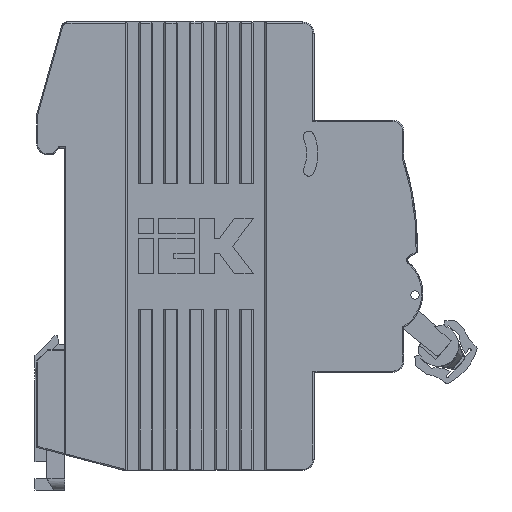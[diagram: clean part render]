
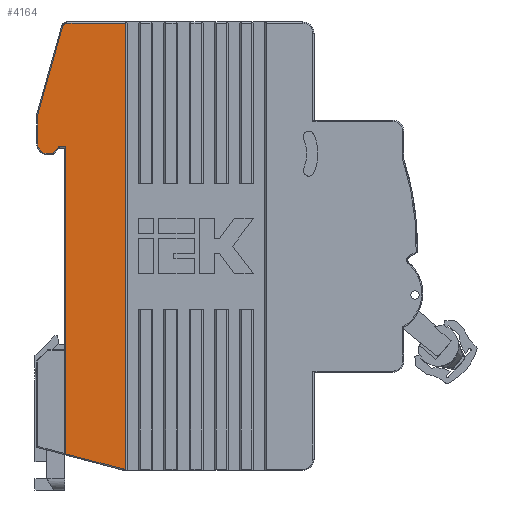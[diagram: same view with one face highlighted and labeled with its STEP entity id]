
A CAD part, front view. The second image highlights one B-rep face of the part: STEP entity #4164.
In plain terms, the highlighted face is planar.
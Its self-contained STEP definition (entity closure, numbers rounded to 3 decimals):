
#2418 = ORIENTED_EDGE ( 'NONE', *, *, #14724, .T. ) ;
#3105 = VERTEX_POINT ( 'NONE', #81118 ) ;
#3507 = VECTOR ( 'NONE', #75547, 1000. ) ;
#4164 = ADVANCED_FACE ( 'NONE', ( #60040 ), #79466, .F. ) ;
#6833 = EDGE_CURVE ( 'NONE', #61529, #74043, #68192, .T. ) ;
#8792 = ORIENTED_EDGE ( 'NONE', *, *, #44811, .T. ) ;
#9106 = VECTOR ( 'NONE', #74593, 1000. ) ;
#10182 = CARTESIAN_POINT ( 'NONE',  ( -0.2, 0.122, -31.6 ) ) ;
#11944 = LINE ( 'NONE', #44126, #23623 ) ;
#12283 = EDGE_CURVE ( 'NONE', #71389, #45984, #21450, .T. ) ;
#12480 = CARTESIAN_POINT ( 'NONE',  ( -0.2, 2.952, -42.3 ) ) ;
#13950 = DIRECTION ( 'NONE',  ( -1., 0., 0. ) ) ;
#14724 = EDGE_CURVE ( 'NONE', #54337, #81484, #29338, .T. ) ;
#14782 = DIRECTION ( 'NONE',  ( 0., 1., 0. ) ) ;
#14828 = EDGE_LOOP ( 'NONE', ( #65236, #74945, #69932, #75959, #8792, #61959, #2418, #55250, #82449, #69210, #16980, #35797 ) ) ;
#16383 = EDGE_CURVE ( 'NONE', #81484, #39468, #45633, .T. ) ;
#16980 = ORIENTED_EDGE ( 'NONE', *, *, #70420, .T. ) ;
#17657 = LINE ( 'NONE', #43901, #82617 ) ;
#17844 = CARTESIAN_POINT ( 'NONE',  ( -0.2, 80., -31.6 ) ) ;
#18405 = DIRECTION ( 'NONE',  ( 0., 1., 0. ) ) ;
#20341 = DIRECTION ( 'NONE',  ( 0., 0.768, 0.64 ) ) ;
#20695 = CARTESIAN_POINT ( 'NONE',  ( -0.2, 79.05, -19.7 ) ) ;
#21450 = LINE ( 'NONE', #54874, #80427 ) ;
#21522 = DIRECTION ( 'NONE',  ( 0., 1., 0. ) ) ;
#21524 = EDGE_CURVE ( 'NONE', #39468, #28316, #46365, .T. ) ;
#23496 = CARTESIAN_POINT ( 'NONE',  ( -0.2, 0.2, -31.6 ) ) ;
#23623 = VECTOR ( 'NONE', #43275, 1000. ) ;
#27120 = CARTESIAN_POINT ( 'NONE',  ( -0.2, 79.8, -42.099 ) ) ;
#28316 = VERTEX_POINT ( 'NONE', #73823 ) ;
#29220 = LINE ( 'NONE', #10182, #67266 ) ;
#29338 = LINE ( 'NONE', #49215, #9106 ) ;
#31027 = VERTEX_POINT ( 'NONE', #32637 ) ;
#32175 = CARTESIAN_POINT ( 'NONE',  ( -0.2, 57.697, -42.3 ) ) ;
#32317 = VERTEX_POINT ( 'NONE', #27120 ) ;
#32637 = CARTESIAN_POINT ( 'NONE',  ( -0.2, 0.2, -31.894 ) ) ;
#32818 = DIRECTION ( 'NONE',  ( 0., 0., 1. ) ) ;
#33375 = EDGE_CURVE ( 'NONE', #31027, #61529, #11944, .T. ) ;
#35797 = ORIENTED_EDGE ( 'NONE', *, *, #12283, .T. ) ;
#36975 = EDGE_CURVE ( 'NONE', #31027, #45984, #29220, .T. ) ;
#39468 = VERTEX_POINT ( 'NONE', #60382 ) ;
#41068 = CARTESIAN_POINT ( 'NONE',  ( -0.2, 82.05, -23.3 ) ) ;
#42517 = VECTOR ( 'NONE', #32818, 1000. ) ;
#43275 = DIRECTION ( 'NONE',  ( 0., 0., 1. ) ) ;
#43411 = CARTESIAN_POINT ( 'NONE',  ( -0.2, 63.441, -47.307 ) ) ;
#43901 = CARTESIAN_POINT ( 'NONE',  ( -0.2, 79.8, -42.099 ) ) ;
#43937 = VECTOR ( 'NONE', #50490, 1000. ) ;
#44126 = CARTESIAN_POINT ( 'NONE',  ( -0.2, 0.2, -31.567 ) ) ;
#44727 = DIRECTION ( 'NONE',  ( 0., 0., -1. ) ) ;
#44800 = AXIS2_PLACEMENT_3D ( 'NONE', #20695, #47348, #21522 ) ;
#44811 = EDGE_CURVE ( 'NONE', #32317, #3105, #61410, .T. ) ;
#45633 = CIRCLE ( 'NONE', #49860, 1.8 ) ;
#45984 = VERTEX_POINT ( 'NONE', #12480 ) ;
#46365 = LINE ( 'NONE', #65800, #42517 ) ;
#47348 = DIRECTION ( 'NONE',  ( 1., 0., 0. ) ) ;
#49215 = CARTESIAN_POINT ( 'NONE',  ( -0.2, 58.297, -47.3 ) ) ;
#49860 = AXIS2_PLACEMENT_3D ( 'NONE', #60499, #13950, #14782 ) ;
#50419 = DIRECTION ( 'NONE',  ( 0., 1., 0. ) ) ;
#50490 = DIRECTION ( 'NONE',  ( 0., 0., 1. ) ) ;
#54337 = VERTEX_POINT ( 'NONE', #57549 ) ;
#54874 = CARTESIAN_POINT ( 'NONE',  ( -0.2, 3.005, -42.3 ) ) ;
#55104 = EDGE_CURVE ( 'NONE', #3105, #54337, #83140, .T. ) ;
#55250 = ORIENTED_EDGE ( 'NONE', *, *, #16383, .T. ) ;
#57243 = LINE ( 'NONE', #83036, #43937 ) ;
#57549 = CARTESIAN_POINT ( 'NONE',  ( -0.2, 63.467, -47.3 ) ) ;
#59685 = LINE ( 'NONE', #41068, #72704 ) ;
#60040 = FACE_OUTER_BOUND ( 'NONE', #14828, .T. ) ;
#60382 = CARTESIAN_POINT ( 'NONE',  ( -0.2, 56.497, -45.5 ) ) ;
#60499 = CARTESIAN_POINT ( 'NONE',  ( -0.2, 58.297, -45.5 ) ) ;
#61410 = CIRCLE ( 'NONE', #82974, 0.8 ) ;
#61481 = CARTESIAN_POINT ( 'NONE',  ( -0.2, 79.8, -31.6 ) ) ;
#61529 = VERTEX_POINT ( 'NONE', #23496 ) ;
#61959 = ORIENTED_EDGE ( 'NONE', *, *, #55104, .T. ) ;
#63726 = VERTEX_POINT ( 'NONE', #64726 ) ;
#64726 = CARTESIAN_POINT ( 'NONE',  ( -0.2, 57.697, -43.594 ) ) ;
#65236 = ORIENTED_EDGE ( 'NONE', *, *, #36975, .F. ) ;
#65800 = CARTESIAN_POINT ( 'NONE',  ( -0.2, 56.497, -44.5 ) ) ;
#66463 = DIRECTION ( 'NONE',  ( 0., 0.256, -0.967 ) ) ;
#67266 = VECTOR ( 'NONE', #66463, 1000. ) ;
#67592 = VECTOR ( 'NONE', #50419, 1000. ) ;
#68192 = LINE ( 'NONE', #17844, #67592 ) ;
#68723 = CARTESIAN_POINT ( 'NONE',  ( -0.2, 79., -42.099 ) ) ;
#69210 = ORIENTED_EDGE ( 'NONE', *, *, #75173, .T. ) ;
#69932 = ORIENTED_EDGE ( 'NONE', *, *, #6833, .T. ) ;
#69947 = CARTESIAN_POINT ( 'NONE',  ( -0.2, 58.297, -47.3 ) ) ;
#70420 = EDGE_CURVE ( 'NONE', #63726, #71389, #57243, .T. ) ;
#71389 = VERTEX_POINT ( 'NONE', #32175 ) ;
#72704 = VECTOR ( 'NONE', #20341, 1000. ) ;
#73823 = CARTESIAN_POINT ( 'NONE',  ( -0.2, 56.497, -44.594 ) ) ;
#74043 = VERTEX_POINT ( 'NONE', #61481 ) ;
#74593 = DIRECTION ( 'NONE',  ( 0., -1., 0. ) ) ;
#74945 = ORIENTED_EDGE ( 'NONE', *, *, #33375, .T. ) ;
#75173 = EDGE_CURVE ( 'NONE', #28316, #63726, #59685, .T. ) ;
#75547 = DIRECTION ( 'NONE',  ( 0., -0.963, -0.271 ) ) ;
#75959 = ORIENTED_EDGE ( 'NONE', *, *, #79777, .T. ) ;
#76358 = DIRECTION ( 'NONE',  ( -1., 0., 0. ) ) ;
#79466 = PLANE ( 'NONE',  #44800 ) ;
#79777 = EDGE_CURVE ( 'NONE', #74043, #32317, #17657, .T. ) ;
#80427 = VECTOR ( 'NONE', #81063, 1000. ) ;
#81063 = DIRECTION ( 'NONE',  ( 0., -1., 0. ) ) ;
#81118 = CARTESIAN_POINT ( 'NONE',  ( -0.2, 79.217, -42.869 ) ) ;
#81484 = VERTEX_POINT ( 'NONE', #69947 ) ;
#82449 = ORIENTED_EDGE ( 'NONE', *, *, #21524, .T. ) ;
#82617 = VECTOR ( 'NONE', #44727, 1000. ) ;
#82974 = AXIS2_PLACEMENT_3D ( 'NONE', #68723, #76358, #18405 ) ;
#83036 = CARTESIAN_POINT ( 'NONE',  ( -0.2, 57.697, -42.5 ) ) ;
#83140 = LINE ( 'NONE', #43411, #3507 ) ;
